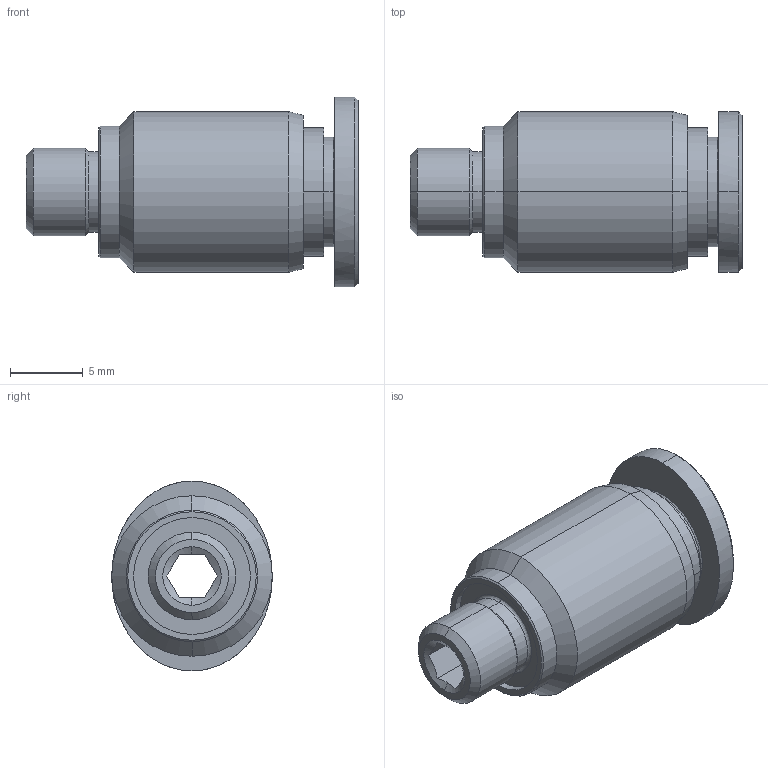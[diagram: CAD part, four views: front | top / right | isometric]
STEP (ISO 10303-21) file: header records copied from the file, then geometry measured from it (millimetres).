
FILE_DESCRIPTION((''),'2;1');
FILE_NAME('GPOC 06M6(3D).stp','2012-12-26T18:11:26',(''),(''),'Mechanical Desktop.R8.0.24.0','Mechanical Desktop.R8.0.24.0',', , ');
FILE_SCHEMA(('CONFIG_CONTROL_DESIGN'));
Length unit declared in the file: millimetre
Products named in the file (2): GPOC 06M6(3D); ºÎÇ°1
Assembly tree (1 placements, depth 2):
  GPOC 06M6(3D)
    ºÎÇ°1
Bounding box: 22.75 x 11 x 13 mm (x, y, z)
Volume: 1159.4 mm3; surface area: 1357.8 mm2
Topology: 1 solids, 1 shells, 251 faces, 680 edges, 447 vertices
Faces by surface type: plane 178, bspline 32, cylinder 27, cone 14
Entity records: 8792 total; most frequent: CARTESIAN_POINT 2405, ORIENTED_EDGE 1360, DIRECTION 1225, EDGE_CURVE 680, VECTOR 543, LINE 543, VERTEX_POINT 447, AXIS2_PLACEMENT_3D 341
